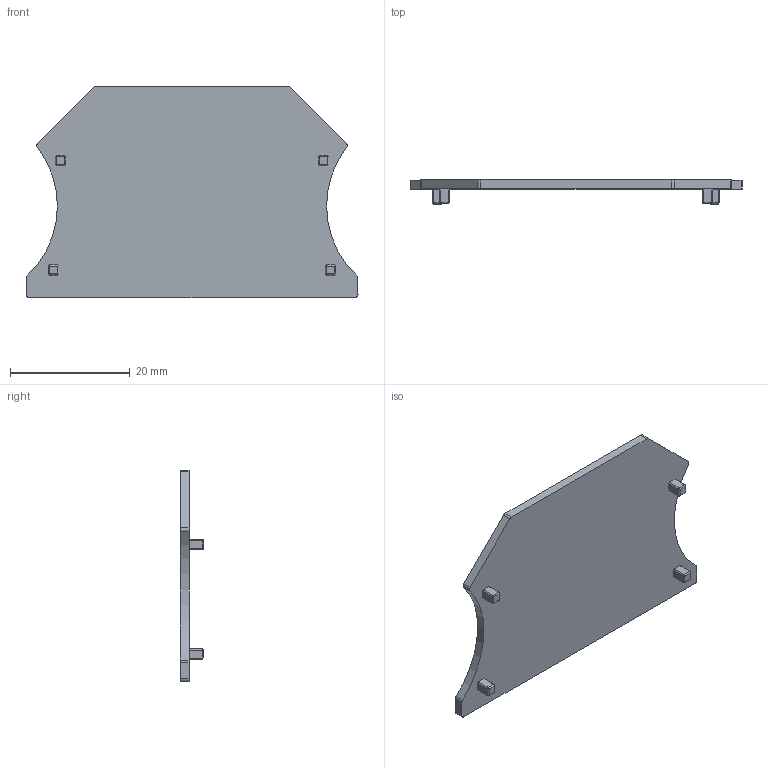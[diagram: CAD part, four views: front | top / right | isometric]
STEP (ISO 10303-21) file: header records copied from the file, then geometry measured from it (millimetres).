
FILE_DESCRIPTION( ( 'STEP AP214' ), '1' );
FILE_NAME( 'CEP1.stp', '2023-01-06T09:06:53', ( ' ' ), ( ' ' ), 'XStep 1.0', ' ', ' ' );
FILE_SCHEMA( ( 'CONFIG_CONTROL_DESIGN) ( )' ) );
Length unit declared in the file: metre
Products named in the file (1): 1
Bounding box: 55.5 x 4 x 35.3 mm (x, y, z)
Volume: 2517.8 mm3; surface area: 3636.3 mm2
Topology: 1 solids, 1 shells, 86 faces, 208 edges, 128 vertices
Faces by surface type: plane 44, cylinder 26, cone 16
Entity records: 3220 total; most frequent: CARTESIAN_POINT 480, DIRECTION 444, ORIENTED_EDGE 416, EDGE_CURVE 208, AXIS2_PLACEMENT_3D 168, VERTEX_POINT 128, LINE 108, VECTOR 108
